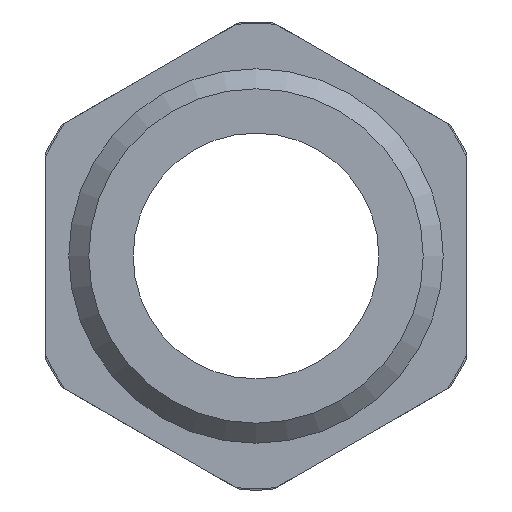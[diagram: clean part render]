
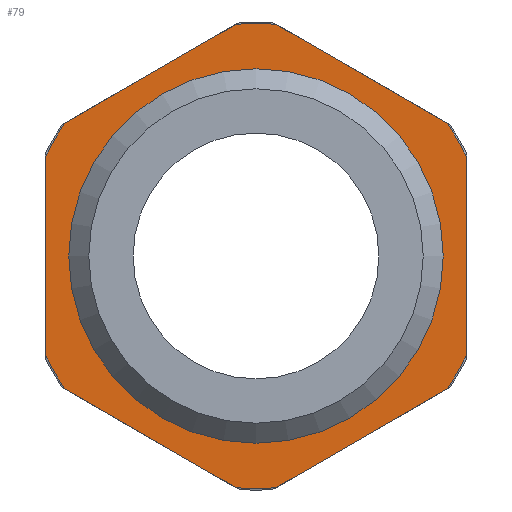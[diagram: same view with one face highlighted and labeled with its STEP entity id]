
A CAD part, left-side view. The second image highlights one B-rep face of the part: STEP entity #79.
In plain terms, the highlighted planar face has unit normal (-1, 0, 0).
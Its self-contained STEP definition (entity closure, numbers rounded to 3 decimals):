
#79 = ADVANCED_FACE( '', ( #144, #145 ), #146, .F. );
#144 = FACE_OUTER_BOUND( '', #285, .T. );
#145 = FACE_BOUND( '', #286, .T. );
#146 = PLANE( '', #287 );
#285 = EDGE_LOOP( '', ( #468, #469, #470, #471, #472, #473, #474, #475, #476, #477, #478, #479 ) );
#286 = EDGE_LOOP( '', ( #480 ) );
#287 = AXIS2_PLACEMENT_3D( '', #481, #482, #483 );
#468 = ORIENTED_EDGE( '', *, *, #841, .F. );
#469 = ORIENTED_EDGE( '', *, *, #842, .F. );
#470 = ORIENTED_EDGE( '', *, *, #843, .F. );
#471 = ORIENTED_EDGE( '', *, *, #844, .F. );
#472 = ORIENTED_EDGE( '', *, *, #845, .F. );
#473 = ORIENTED_EDGE( '', *, *, #846, .F. );
#474 = ORIENTED_EDGE( '', *, *, #847, .F. );
#475 = ORIENTED_EDGE( '', *, *, #848, .F. );
#476 = ORIENTED_EDGE( '', *, *, #849, .F. );
#477 = ORIENTED_EDGE( '', *, *, #850, .F. );
#478 = ORIENTED_EDGE( '', *, *, #851, .F. );
#479 = ORIENTED_EDGE( '', *, *, #852, .F. );
#480 = ORIENTED_EDGE( '', *, *, #853, .T. );
#481 = CARTESIAN_POINT( '', ( -13.5, 15.08, 0. ) );
#482 = DIRECTION( '', ( 1., 0., 0. ) );
#483 = DIRECTION( '', ( 0., 0., -1. ) );
#841 = EDGE_CURVE( '', #956, #957, #958, .T. );
#842 = EDGE_CURVE( '', #959, #956, #960, .T. );
#843 = EDGE_CURVE( '', #961, #959, #962, .T. );
#844 = EDGE_CURVE( '', #963, #961, #964, .T. );
#845 = EDGE_CURVE( '', #965, #963, #966, .T. );
#846 = EDGE_CURVE( '', #967, #965, #968, .T. );
#847 = EDGE_CURVE( '', #969, #967, #970, .T. );
#848 = EDGE_CURVE( '', #971, #969, #972, .T. );
#849 = EDGE_CURVE( '', #973, #971, #974, .T. );
#850 = EDGE_CURVE( '', #975, #973, #976, .T. );
#851 = EDGE_CURVE( '', #977, #975, #978, .T. );
#852 = EDGE_CURVE( '', #957, #977, #979, .T. );
#853 = EDGE_CURVE( '', #980, #980, #981, .T. );
#956 = VERTEX_POINT( '', #1227 );
#957 = VERTEX_POINT( '', #1228 );
#958 = LINE( '', #1229, #1230 );
#959 = VERTEX_POINT( '', #1231 );
#960 = CIRCLE( '', #1232, 19.875 );
#961 = VERTEX_POINT( '', #1233 );
#962 = LINE( '', #1234, #1235 );
#963 = VERTEX_POINT( '', #1236 );
#964 = CIRCLE( '', #1237, 19.875 );
#965 = VERTEX_POINT( '', #1238 );
#966 = LINE( '', #1239, #1240 );
#967 = VERTEX_POINT( '', #1241 );
#968 = CIRCLE( '', #1242, 19.875 );
#969 = VERTEX_POINT( '', #1243 );
#970 = LINE( '', #1244, #1245 );
#971 = VERTEX_POINT( '', #1246 );
#972 = CIRCLE( '', #1247, 19.875 );
#973 = VERTEX_POINT( '', #1248 );
#974 = LINE( '', #1249, #1250 );
#975 = VERTEX_POINT( '', #1251 );
#976 = CIRCLE( '', #1252, 19.875 );
#977 = VERTEX_POINT( '', #1253 );
#978 = LINE( '', #1254, #1255 );
#979 = CIRCLE( '', #1256, 19.875 );
#980 = VERTEX_POINT( '', #1257 );
#981 = CIRCLE( '', #1258, 15.08 );
#1227 = CARTESIAN_POINT( '', ( -13.5, 18., -8.427 ) );
#1228 = CARTESIAN_POINT( '', ( -13.5, 18., 8.427 ) );
#1229 = CARTESIAN_POINT( '', ( -13.5, 18., -10.392 ) );
#1230 = VECTOR( '', #2019, 1000. );
#1231 = CARTESIAN_POINT( '', ( -13.5, 16.298, -11.375 ) );
#1232 = AXIS2_PLACEMENT_3D( '', #2020, #2021, #2022 );
#1233 = CARTESIAN_POINT( '', ( -13.5, 1.702, -19.802 ) );
#1234 = CARTESIAN_POINT( '', ( -13.5, 0., -20.785 ) );
#1235 = VECTOR( '', #2023, 1000. );
#1236 = CARTESIAN_POINT( '', ( -13.5, -1.702, -19.802 ) );
#1237 = AXIS2_PLACEMENT_3D( '', #2024, #2025, #2026 );
#1238 = CARTESIAN_POINT( '', ( -13.5, -16.298, -11.375 ) );
#1239 = CARTESIAN_POINT( '', ( -13.5, -18., -10.392 ) );
#1240 = VECTOR( '', #2027, 1000. );
#1241 = CARTESIAN_POINT( '', ( -13.5, -18., -8.427 ) );
#1242 = AXIS2_PLACEMENT_3D( '', #2028, #2029, #2030 );
#1243 = CARTESIAN_POINT( '', ( -13.5, -18., 8.427 ) );
#1244 = CARTESIAN_POINT( '', ( -13.5, -18., 10.392 ) );
#1245 = VECTOR( '', #2031, 1000. );
#1246 = CARTESIAN_POINT( '', ( -13.5, -16.298, 11.375 ) );
#1247 = AXIS2_PLACEMENT_3D( '', #2032, #2033, #2034 );
#1248 = CARTESIAN_POINT( '', ( -13.5, -1.702, 19.802 ) );
#1249 = CARTESIAN_POINT( '', ( -13.5, 0., 20.785 ) );
#1250 = VECTOR( '', #2035, 1000. );
#1251 = CARTESIAN_POINT( '', ( -13.5, 1.702, 19.802 ) );
#1252 = AXIS2_PLACEMENT_3D( '', #2036, #2037, #2038 );
#1253 = CARTESIAN_POINT( '', ( -13.5, 16.298, 11.375 ) );
#1254 = CARTESIAN_POINT( '', ( -13.5, 18., 10.392 ) );
#1255 = VECTOR( '', #2039, 1000. );
#1256 = AXIS2_PLACEMENT_3D( '', #2040, #2041, #2042 );
#1257 = CARTESIAN_POINT( '', ( -13.5, 0., -15.08 ) );
#1258 = AXIS2_PLACEMENT_3D( '', #2043, #2044, #2045 );
#2019 = DIRECTION( '', ( 0., 0., 1. ) );
#2020 = CARTESIAN_POINT( '', ( -13.5, 0., 0. ) );
#2021 = DIRECTION( '', ( 1., 0., 0. ) );
#2022 = DIRECTION( '', ( 0., 0., -1. ) );
#2023 = DIRECTION( '', ( 0., 0.866, 0.5 ) );
#2024 = CARTESIAN_POINT( '', ( -13.5, 0., 0. ) );
#2025 = DIRECTION( '', ( 1., 0., 0. ) );
#2026 = DIRECTION( '', ( 0., 0., -1. ) );
#2027 = DIRECTION( '', ( 0., 0.866, -0.5 ) );
#2028 = CARTESIAN_POINT( '', ( -13.5, 0., 0. ) );
#2029 = DIRECTION( '', ( 1., 0., 0. ) );
#2030 = DIRECTION( '', ( 0., 0., -1. ) );
#2031 = DIRECTION( '', ( 0., 0., -1. ) );
#2032 = CARTESIAN_POINT( '', ( -13.5, 0., 0. ) );
#2033 = DIRECTION( '', ( 1., 0., 0. ) );
#2034 = DIRECTION( '', ( 0., 0., -1. ) );
#2035 = DIRECTION( '', ( 0., -0.866, -0.5 ) );
#2036 = CARTESIAN_POINT( '', ( -13.5, 0., 0. ) );
#2037 = DIRECTION( '', ( 1., 0., 0. ) );
#2038 = DIRECTION( '', ( 0., 0., -1. ) );
#2039 = DIRECTION( '', ( 0., -0.866, 0.5 ) );
#2040 = CARTESIAN_POINT( '', ( -13.5, 0., 0. ) );
#2041 = DIRECTION( '', ( 1., 0., 0. ) );
#2042 = DIRECTION( '', ( 0., 0., -1. ) );
#2043 = CARTESIAN_POINT( '', ( -13.5, 0., 0. ) );
#2044 = DIRECTION( '', ( 1., 0., 0. ) );
#2045 = DIRECTION( '', ( 0., 0., -1. ) );
